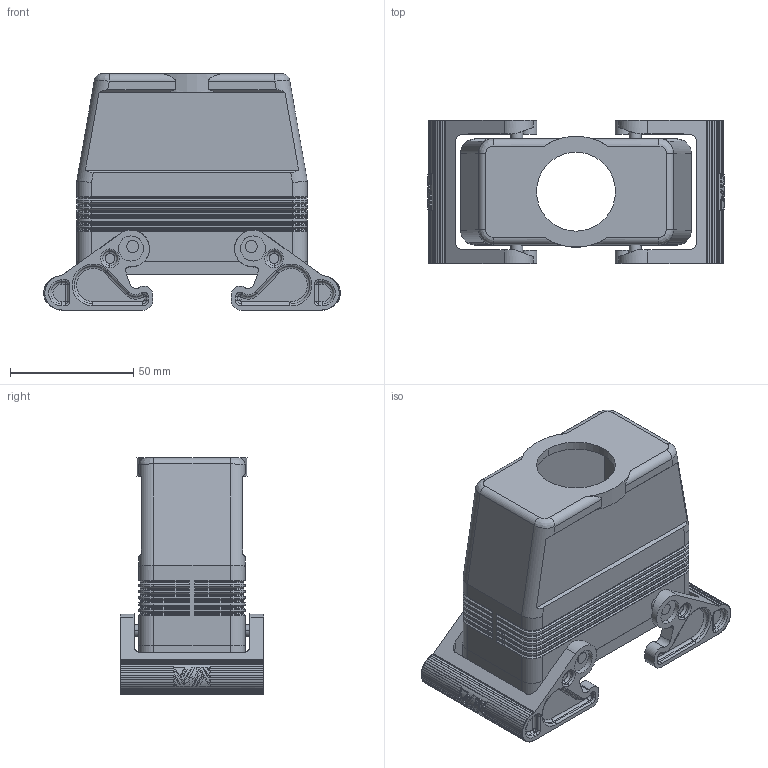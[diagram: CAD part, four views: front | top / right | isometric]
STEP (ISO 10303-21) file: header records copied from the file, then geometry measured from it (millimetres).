
FILE_DESCRIPTION(('Creo Elements/Direct Modeling STEP Export'),'2;1');
FILE_NAME('MFVN 16 G32.stp','2014-06-23T15:21:54',(''),(''),'Creo Elements/Direct Modeling STEP processor for AP214 (Solid Model)','Creo Elements/Direct Modeling 18.0B 02-Dec-2011 (C) Parametric Technology GmbH','');
FILE_SCHEMA(('AUTOMOTIVE_DESIGN { 1 0 10303 214 1 1 1 1 }'));
Length unit declared in the file: millimetre
Products named in the file (2): MFVN_16_G32
Assembly tree (1 placements, depth 2):
  MFVN_16_G32
    MFVN_16_G32
Bounding box: 120.1 x 58 x 95.8 mm (x, y, z)
Surface area: 63994.7 mm2 (no closed solid volume)
Topology: 0 solids, 1 shells, 1153 faces, 2900 edges, 1779 vertices
Faces by surface type: plane 531, cylinder 400, torus 134, cone 56, bspline 28, sphere 4
Entity records: 38512 total; most frequent: CARTESIAN_POINT 11301, ORIENTED_EDGE 5776, DIRECTION 5770, EDGE_CURVE 2888, AXIS2_PLACEMENT_3D 2108, VERTEX_POINT 1787, VECTOR 1554, LINE 1554
